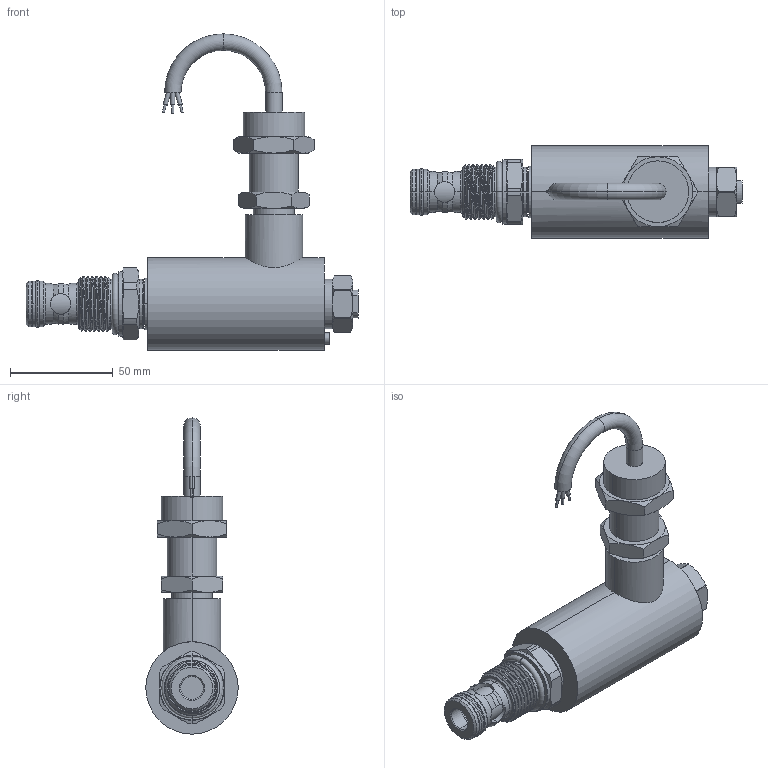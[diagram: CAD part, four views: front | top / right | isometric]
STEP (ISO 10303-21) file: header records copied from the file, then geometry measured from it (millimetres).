
FILE_DESCRIPTION (( 'STEP AP203' ), '1' );
FILE_NAME ('EP12W2E.STEP', '2020-04-08T05:19:09', ( '' ), ( '' ), 'SwSTEP 2.0', 'SolidWorks 2018', '' );
FILE_SCHEMA (( 'CONFIG_CONTROL_DESIGN' ));
Length unit declared in the file: millimetre
Products named in the file (1): EP12W2E
Bounding box: 161.75 x 45 x 154.07 mm (x, y, z)
Volume: 222076.3 mm3; surface area: 36148.6 mm2
Topology: 3 solids, 3 shells, 267 faces, 622 edges, 384 vertices
Faces by surface type: cylinder 107, cone 66, plane 63, torus 28, bspline 3
Entity records: 10391 total; most frequent: CARTESIAN_POINT 4389, DIRECTION 1249, ORIENTED_EDGE 1244, EDGE_CURVE 622, AXIS2_PLACEMENT_3D 540, VERTEX_POINT 384, EDGE_LOOP 294, CIRCLE 275
